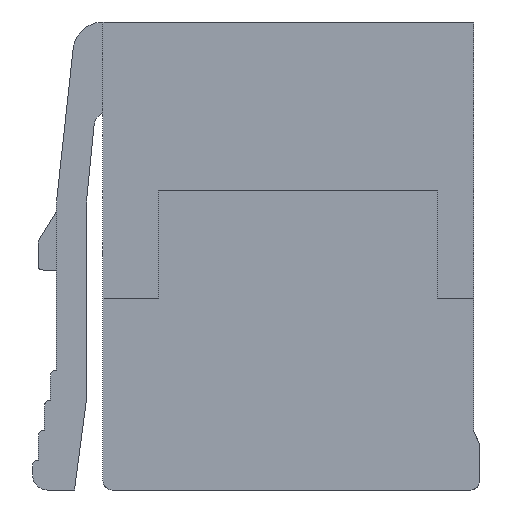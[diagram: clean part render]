
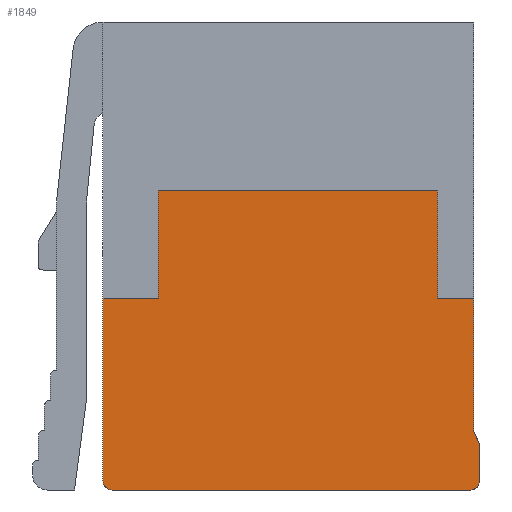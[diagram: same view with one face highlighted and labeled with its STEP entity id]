
A CAD part, front view. The second image highlights one B-rep face of the part: STEP entity #1849.
In plain terms, the highlighted planar face has unit normal (0, -1, 0).
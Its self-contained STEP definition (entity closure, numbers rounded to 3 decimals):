
#50=CIRCLE('',#1968,0.3);
#51=CIRCLE('',#1969,0.3);
#98=ORIENTED_EDGE('',*,*,#636,.F.);
#99=ORIENTED_EDGE('',*,*,#637,.F.);
#100=ORIENTED_EDGE('',*,*,#638,.F.);
#101=ORIENTED_EDGE('',*,*,#639,.F.);
#102=ORIENTED_EDGE('',*,*,#640,.F.);
#103=ORIENTED_EDGE('',*,*,#627,.F.);
#104=ORIENTED_EDGE('',*,*,#641,.F.);
#105=ORIENTED_EDGE('',*,*,#642,.F.);
#106=ORIENTED_EDGE('',*,*,#643,.F.);
#107=ORIENTED_EDGE('',*,*,#644,.F.);
#108=ORIENTED_EDGE('',*,*,#645,.F.);
#109=ORIENTED_EDGE('',*,*,#629,.F.);
#627=EDGE_CURVE('',#896,#892,#1076,.T.);
#629=EDGE_CURVE('',#898,#899,#1078,.T.);
#636=EDGE_CURVE('',#905,#898,#1085,.T.);
#637=EDGE_CURVE('',#906,#905,#1086,.T.);
#638=EDGE_CURVE('',#907,#906,#1087,.T.);
#639=EDGE_CURVE('',#908,#907,#1088,.T.);
#640=EDGE_CURVE('',#892,#908,#1089,.T.);
#641=EDGE_CURVE('',#909,#896,#50,.T.);
#642=EDGE_CURVE('',#910,#909,#1090,.T.);
#643=EDGE_CURVE('',#911,#910,#51,.T.);
#644=EDGE_CURVE('',#912,#911,#1091,.T.);
#645=EDGE_CURVE('',#899,#912,#1092,.T.);
#892=VERTEX_POINT('',#2637);
#896=VERTEX_POINT('',#2645);
#898=VERTEX_POINT('',#2650);
#899=VERTEX_POINT('',#2652);
#905=VERTEX_POINT('',#2666);
#906=VERTEX_POINT('',#2668);
#907=VERTEX_POINT('',#2670);
#908=VERTEX_POINT('',#2672);
#909=VERTEX_POINT('',#2675);
#910=VERTEX_POINT('',#2677);
#911=VERTEX_POINT('',#2679);
#912=VERTEX_POINT('',#2681);
#1076=LINE('',#2646,#1304);
#1078=LINE('',#2651,#1306);
#1085=LINE('',#2665,#1313);
#1086=LINE('',#2667,#1314);
#1087=LINE('',#2669,#1315);
#1088=LINE('',#2671,#1316);
#1089=LINE('',#2673,#1317);
#1090=LINE('',#2676,#1318);
#1091=LINE('',#2680,#1319);
#1092=LINE('',#2682,#1320);
#1304=VECTOR('',#2120,1000.);
#1306=VECTOR('',#2124,1000.);
#1313=VECTOR('',#2133,1000.);
#1314=VECTOR('',#2134,1000.);
#1315=VECTOR('',#2135,1000.);
#1316=VECTOR('',#2136,1000.);
#1317=VECTOR('',#2137,1000.);
#1318=VECTOR('',#2140,1000.);
#1319=VECTOR('',#2143,1000.);
#1320=VECTOR('',#2144,1000.);
#1529=EDGE_LOOP('',(#98,#99,#100,#101,#102,#103,#104,#105,#106,#107,#108,
#109));
#1648=FACE_BOUND('',#1529,.T.);
#1767=PLANE('',#1967);
#1849=ADVANCED_FACE('',(#1648),#1767,.F.);
#1967=AXIS2_PLACEMENT_3D('',#2664,#2131,#2132);
#1968=AXIS2_PLACEMENT_3D('',#2674,#2138,#2139);
#1969=AXIS2_PLACEMENT_3D('',#2678,#2141,#2142);
#2120=DIRECTION('',(0.,0.,1.));
#2124=DIRECTION('',(0.,0.,-1.));
#2131=DIRECTION('',(0.,1.,0.));
#2132=DIRECTION('',(0.,0.,1.));
#2133=DIRECTION('',(1.,0.,0.));
#2134=DIRECTION('',(0.,0.,-1.));
#2135=DIRECTION('',(1.,0.,0.));
#2136=DIRECTION('',(0.,0.,1.));
#2137=DIRECTION('',(1.,0.,0.));
#2138=DIRECTION('',(0.,1.,0.));
#2139=DIRECTION('',(1.,0.,0.));
#2140=DIRECTION('',(-1.,0.,0.));
#2141=DIRECTION('',(0.,1.,0.));
#2142=DIRECTION('',(1.,0.,0.));
#2143=DIRECTION('',(0.,0.,-1.));
#2144=DIRECTION('',(0.375,0.,-0.927));
#2637=CARTESIAN_POINT('',(-6.275,0.,6.4));
#2645=CARTESIAN_POINT('',(-6.275,0.,0.3));
#2646=CARTESIAN_POINT('',(-6.275,0.,0.3));
#2650=CARTESIAN_POINT('',(6.075,0.,6.4));
#2651=CARTESIAN_POINT('',(6.075,0.,15.6));
#2652=CARTESIAN_POINT('',(6.075,0.,2.));
#2664=CARTESIAN_POINT('',(-5.975,0.,0.3));
#2665=CARTESIAN_POINT('',(-5.975,0.,6.4));
#2666=CARTESIAN_POINT('',(4.875,0.,6.4));
#2667=CARTESIAN_POINT('',(4.875,0.,0.3));
#2668=CARTESIAN_POINT('',(4.875,0.,10.));
#2669=CARTESIAN_POINT('',(-5.975,0.,10.));
#2670=CARTESIAN_POINT('',(-4.425,0.,10.));
#2671=CARTESIAN_POINT('',(-4.425,0.,0.3));
#2672=CARTESIAN_POINT('',(-4.425,0.,6.4));
#2673=CARTESIAN_POINT('',(-5.975,0.,6.4));
#2674=CARTESIAN_POINT('',(-5.975,0.,0.3));
#2675=CARTESIAN_POINT('',(-5.975,0.,0.));
#2676=CARTESIAN_POINT('',(5.975,0.,0.));
#2677=CARTESIAN_POINT('',(5.975,0.,0.));
#2678=CARTESIAN_POINT('',(5.975,0.,0.3));
#2679=CARTESIAN_POINT('',(6.275,0.,0.3));
#2680=CARTESIAN_POINT('',(6.275,0.,1.505));
#2681=CARTESIAN_POINT('',(6.275,0.,1.505));
#2682=CARTESIAN_POINT('',(6.075,0.,2.));
